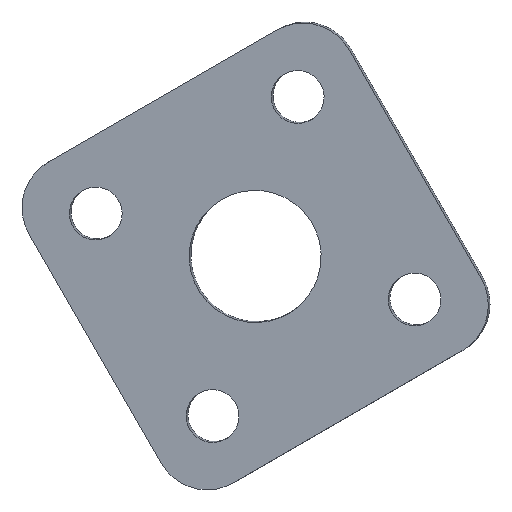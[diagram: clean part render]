
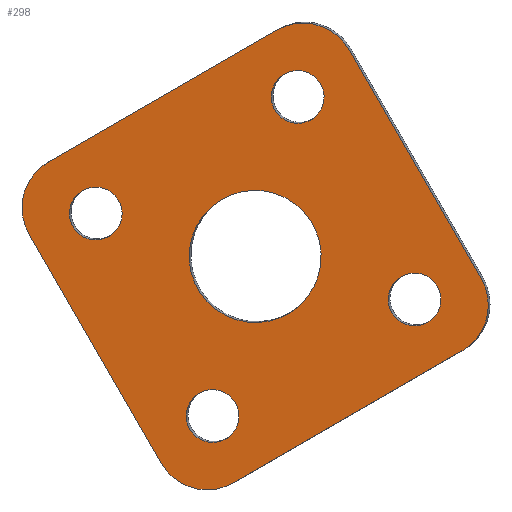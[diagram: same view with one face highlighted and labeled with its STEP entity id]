
A CAD part, front view. The second image highlights one B-rep face of the part: STEP entity #298.
In plain terms, the highlighted planar face has unit normal (-0.063, -0.997, -0.036).
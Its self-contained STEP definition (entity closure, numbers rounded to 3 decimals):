
#15=FACE_BOUND('',#52,.T.);
#16=FACE_BOUND('',#53,.T.);
#17=FACE_BOUND('',#54,.T.);
#18=FACE_BOUND('',#55,.T.);
#19=FACE_BOUND('',#56,.T.);
#25=PLANE('',#345);
#36=FACE_OUTER_BOUND('',#51,.T.);
#51=EDGE_LOOP('',(#224,#225,#226,#227,#228,#229,#230,#231));
#52=EDGE_LOOP('',(#232));
#53=EDGE_LOOP('',(#233));
#54=EDGE_LOOP('',(#234));
#55=EDGE_LOOP('',(#235));
#56=EDGE_LOOP('',(#236));
#77=LINE('',#496,#98);
#78=LINE('',#500,#99);
#79=LINE('',#504,#100);
#80=LINE('',#507,#101);
#98=VECTOR('',#407,10.);
#99=VECTOR('',#410,10.);
#100=VECTOR('',#413,10.);
#101=VECTOR('',#416,10.);
#115=CIRCLE('',#331,2.);
#117=CIRCLE('',#334,2.);
#120=CIRCLE('',#338,2.);
#122=CIRCLE('',#341,2.);
#123=CIRCLE('',#343,4.);
#125=CIRCLE('',#346,4.);
#126=CIRCLE('',#347,4.);
#127=CIRCLE('',#348,4.);
#128=CIRCLE('',#349,5.);
#135=VERTEX_POINT('',#462);
#137=VERTEX_POINT('',#468);
#140=VERTEX_POINT('',#476);
#142=VERTEX_POINT('',#482);
#143=VERTEX_POINT('',#486);
#144=VERTEX_POINT('',#487);
#147=VERTEX_POINT('',#495);
#148=VERTEX_POINT('',#497);
#149=VERTEX_POINT('',#499);
#150=VERTEX_POINT('',#501);
#151=VERTEX_POINT('',#503);
#152=VERTEX_POINT('',#505);
#153=VERTEX_POINT('',#508);
#164=EDGE_CURVE('',#135,#135,#115,.T.);
#167=EDGE_CURVE('',#137,#137,#117,.T.);
#171=EDGE_CURVE('',#140,#140,#120,.T.);
#174=EDGE_CURVE('',#142,#142,#122,.T.);
#175=EDGE_CURVE('',#143,#144,#123,.T.);
#179=EDGE_CURVE('',#143,#147,#77,.T.);
#180=EDGE_CURVE('',#148,#147,#125,.T.);
#181=EDGE_CURVE('',#148,#149,#78,.T.);
#182=EDGE_CURVE('',#150,#149,#126,.T.);
#183=EDGE_CURVE('',#150,#151,#79,.T.);
#184=EDGE_CURVE('',#152,#151,#127,.T.);
#185=EDGE_CURVE('',#152,#144,#80,.T.);
#186=EDGE_CURVE('',#153,#153,#128,.T.);
#224=ORIENTED_EDGE('',*,*,#175,.F.);
#225=ORIENTED_EDGE('',*,*,#179,.T.);
#226=ORIENTED_EDGE('',*,*,#180,.F.);
#227=ORIENTED_EDGE('',*,*,#181,.T.);
#228=ORIENTED_EDGE('',*,*,#182,.F.);
#229=ORIENTED_EDGE('',*,*,#183,.T.);
#230=ORIENTED_EDGE('',*,*,#184,.F.);
#231=ORIENTED_EDGE('',*,*,#185,.T.);
#232=ORIENTED_EDGE('',*,*,#164,.T.);
#233=ORIENTED_EDGE('',*,*,#167,.T.);
#234=ORIENTED_EDGE('',*,*,#171,.T.);
#235=ORIENTED_EDGE('',*,*,#174,.T.);
#236=ORIENTED_EDGE('',*,*,#186,.T.);
#298=ADVANCED_FACE('',(#36,#15,#16,#17,#18,#19),#25,.T.);
#331=AXIS2_PLACEMENT_3D('',#464,#372,#373);
#334=AXIS2_PLACEMENT_3D('',#470,#379,#380);
#338=AXIS2_PLACEMENT_3D('',#478,#388,#389);
#341=AXIS2_PLACEMENT_3D('',#484,#395,#396);
#343=AXIS2_PLACEMENT_3D('',#488,#399,#400);
#345=AXIS2_PLACEMENT_3D('',#494,#405,#406);
#346=AXIS2_PLACEMENT_3D('',#498,#408,#409);
#347=AXIS2_PLACEMENT_3D('',#502,#411,#412);
#348=AXIS2_PLACEMENT_3D('',#506,#414,#415);
#349=AXIS2_PLACEMENT_3D('',#509,#417,#418);
#372=DIRECTION('center_axis',(0.063,0.997,0.036));
#373=DIRECTION('ref_axis',(0.89,-0.04,-0.455));
#379=DIRECTION('center_axis',(0.063,0.997,0.036));
#380=DIRECTION('ref_axis',(0.89,-0.04,-0.455));
#388=DIRECTION('center_axis',(0.063,0.997,0.036));
#389=DIRECTION('ref_axis',(0.89,-0.04,-0.455));
#395=DIRECTION('center_axis',(0.063,0.997,0.036));
#396=DIRECTION('ref_axis',(0.89,-0.04,-0.455));
#399=DIRECTION('center_axis',(0.063,0.997,0.036));
#400=DIRECTION('ref_axis',(-0.964,0.052,0.26));
#405=DIRECTION('center_axis',(-0.063,-0.997,-0.036));
#406=DIRECTION('ref_axis',(0.,0.036,-0.999));
#407=DIRECTION('',(0.5,-0.001,-0.866));
#408=DIRECTION('center_axis',(0.063,0.997,0.036));
#409=DIRECTION('ref_axis',(-0.257,0.051,-0.965));
#410=DIRECTION('',(0.864,-0.073,0.499));
#411=DIRECTION('center_axis',(0.063,0.997,0.036));
#412=DIRECTION('ref_axis',(0.964,-0.052,-0.26));
#413=DIRECTION('',(-0.5,0.001,0.866));
#414=DIRECTION('center_axis',(0.063,0.997,0.036));
#415=DIRECTION('ref_axis',(0.257,-0.051,0.965));
#416=DIRECTION('',(-0.864,0.073,-0.499));
#417=DIRECTION('center_axis',(0.063,0.997,0.036));
#418=DIRECTION('ref_axis',(-0.89,0.04,0.455));
#462=CARTESIAN_POINT('',(4.891,-41.002,43.51));
#464=CARTESIAN_POINT('Origin',(6.671,-41.082,42.601));
#468=CARTESIAN_POINT('',(13.729,-41.012,28.2));
#470=CARTESIAN_POINT('Origin',(15.509,-41.092,27.291));
#476=CARTESIAN_POINT('',(-1.539,-39.725,19.385));
#478=CARTESIAN_POINT('Origin',(0.24,-39.805,18.475));
#482=CARTESIAN_POINT('',(-10.378,-39.715,34.694));
#484=CARTESIAN_POINT('Origin',(-8.598,-39.795,33.785));
#486=CARTESIAN_POINT('',(-13.636,-39.419,32.217));
#487=CARTESIAN_POINT('',(-12.181,-39.708,37.676));
#488=CARTESIAN_POINT('Origin',(-10.182,-39.71,34.212));
#494=CARTESIAN_POINT('Origin',(-9.501,-39.352,23.058));
#495=CARTESIAN_POINT('',(-3.637,-39.43,14.896));
#496=CARTESIAN_POINT('',(-5.137,-39.429,17.494));
#497=CARTESIAN_POINT('',(1.818,-39.724,13.427));
#498=CARTESIAN_POINT('Origin',(-0.182,-39.721,16.891));
#499=CARTESIAN_POINT('',(19.092,-41.18,23.4));
#500=CARTESIAN_POINT('',(-1.637,-39.432,11.432));
#501=CARTESIAN_POINT('',(20.547,-41.469,28.859));
#502=CARTESIAN_POINT('Origin',(17.092,-41.177,26.864));
#503=CARTESIAN_POINT('',(10.548,-41.457,46.18));
#504=CARTESIAN_POINT('',(22.547,-41.471,25.395));
#505=CARTESIAN_POINT('',(5.093,-41.164,47.649));
#506=CARTESIAN_POINT('Origin',(7.093,-41.166,44.185));
#507=CARTESIAN_POINT('',(8.548,-41.455,49.644));
#508=CARTESIAN_POINT('',(7.904,-40.644,28.265));
#509=CARTESIAN_POINT('Origin',(3.455,-40.444,30.538));
